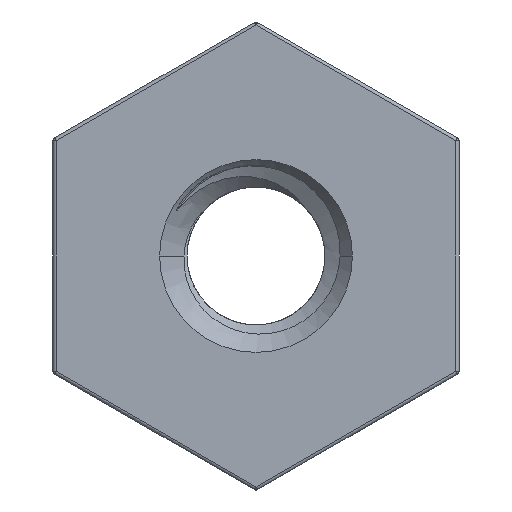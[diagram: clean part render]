
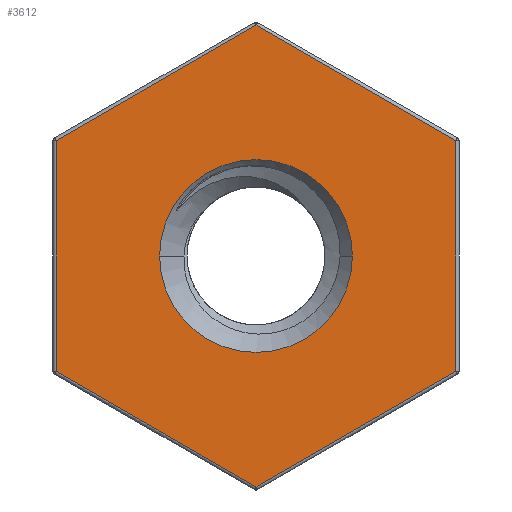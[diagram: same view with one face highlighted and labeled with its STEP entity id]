
A CAD part, left-side view. The second image highlights one B-rep face of the part: STEP entity #3612.
In plain terms, the highlighted planar face has unit normal (-1, 0, 0).
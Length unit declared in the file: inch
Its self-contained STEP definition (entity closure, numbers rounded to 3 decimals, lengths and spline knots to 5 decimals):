
#334=DIRECTION('',(0.,0.,1.));
#335=VECTOR('',#334,0.14203);
#336=CARTESIAN_POINT('',(-0.375,-0.123,-0.07101));
#337=LINE('',#336,#335);
#338=DIRECTION('',(0.,-0.866,0.5));
#339=VECTOR('',#338,0.14203);
#340=CARTESIAN_POINT('',(-0.375,0.,-0.14203));
#341=LINE('',#340,#339);
#342=DIRECTION('',(0.,-0.866,-0.5));
#343=VECTOR('',#342,0.14203);
#344=CARTESIAN_POINT('',(-0.375,0.123,-0.07101));
#345=LINE('',#344,#343);
#346=DIRECTION('',(0.,0.,-1.));
#347=VECTOR('',#346,0.14203);
#348=CARTESIAN_POINT('',(-0.375,0.123,0.07101));
#349=LINE('',#348,#347);
#350=DIRECTION('',(0.,0.866,-0.5));
#351=VECTOR('',#350,0.14203);
#352=CARTESIAN_POINT('',(-0.375,0.,0.14203));
#353=LINE('',#352,#351);
#354=DIRECTION('',(0.,0.866,0.5));
#355=VECTOR('',#354,0.14203);
#356=CARTESIAN_POINT('',(-0.375,-0.123,0.07101));
#357=LINE('',#356,#355);
#358=CARTESIAN_POINT('',(-0.375,0.,0.));
#359=DIRECTION('',(1.,0.,0.));
#360=DIRECTION('',(0.,1.,0.));
#361=AXIS2_PLACEMENT_3D('',#358,#359,#360);
#363=CARTESIAN_POINT('',(-0.375,0.,0.));
#364=DIRECTION('',(1.,0.,0.));
#365=DIRECTION('',(0.,-1.,0.));
#366=AXIS2_PLACEMENT_3D('',#363,#364,#365);
#3204=CARTESIAN_POINT('',(-0.375,-0.123,-0.07101));
#3205=CARTESIAN_POINT('',(-0.375,-0.123,0.07101));
#3206=VERTEX_POINT('',#3204);
#3207=VERTEX_POINT('',#3205);
#3208=CARTESIAN_POINT('',(-0.375,0.,-0.14203));
#3209=VERTEX_POINT('',#3208);
#3210=CARTESIAN_POINT('',(-0.375,0.123,-0.07101));
#3211=VERTEX_POINT('',#3210);
#3212=CARTESIAN_POINT('',(-0.375,0.123,0.07101));
#3213=VERTEX_POINT('',#3212);
#3216=CARTESIAN_POINT('',(-0.375,0.,0.14203));
#3217=VERTEX_POINT('',#3216);
#3218=CARTESIAN_POINT('',(-0.375,0.05936,0.));
#3219=CARTESIAN_POINT('',(-0.375,-0.05936,0.));
#3220=VERTEX_POINT('',#3218);
#3221=VERTEX_POINT('',#3219);
#3588=CARTESIAN_POINT('',(-0.375,0.,0.));
#3589=DIRECTION('',(1.,0.,0.));
#3590=DIRECTION('',(0.,-1.,0.));
#3591=AXIS2_PLACEMENT_3D('',#3588,#3589,#3590);
#3592=PLANE('',#3591);
#3594=ORIENTED_EDGE('',*,*,#3593,.F.);
#3596=ORIENTED_EDGE('',*,*,#3595,.F.);
#3598=ORIENTED_EDGE('',*,*,#3597,.F.);
#3599=ORIENTED_EDGE('',*,*,#3579,.F.);
#3601=ORIENTED_EDGE('',*,*,#3600,.F.);
#3603=ORIENTED_EDGE('',*,*,#3602,.F.);
#3604=EDGE_LOOP('',(#3594,#3596,#3598,#3599,#3601,#3603));
#3605=FACE_OUTER_BOUND('',#3604,.F.);
#3607=ORIENTED_EDGE('',*,*,#3606,.F.);
#3609=ORIENTED_EDGE('',*,*,#3608,.F.);
#3610=EDGE_LOOP('',(#3607,#3609));
#3611=FACE_BOUND('',#3610,.F.);
#362=CIRCLE('',#361,0.05936);
#367=CIRCLE('',#366,0.05936);
#3579=EDGE_CURVE('',#3213,#3211,#349,.T.);
#3593=EDGE_CURVE('',#3206,#3207,#337,.T.);
#3595=EDGE_CURVE('',#3209,#3206,#341,.T.);
#3597=EDGE_CURVE('',#3211,#3209,#345,.T.);
#3600=EDGE_CURVE('',#3217,#3213,#353,.T.);
#3602=EDGE_CURVE('',#3207,#3217,#357,.T.);
#3606=EDGE_CURVE('',#3220,#3221,#362,.T.);
#3608=EDGE_CURVE('',#3221,#3220,#367,.T.);
#3612=ADVANCED_FACE('',(#3605,#3611),#3592,.F.);
